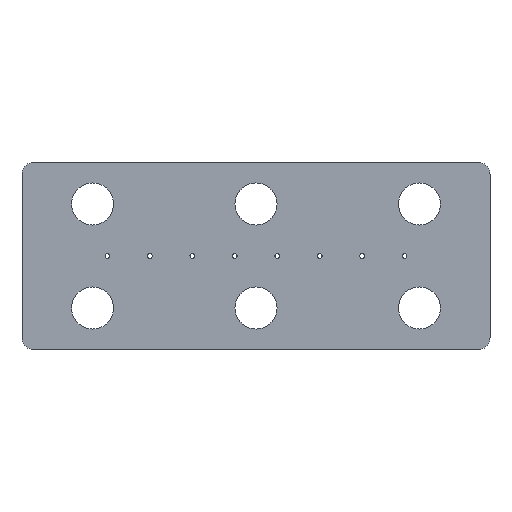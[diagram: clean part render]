
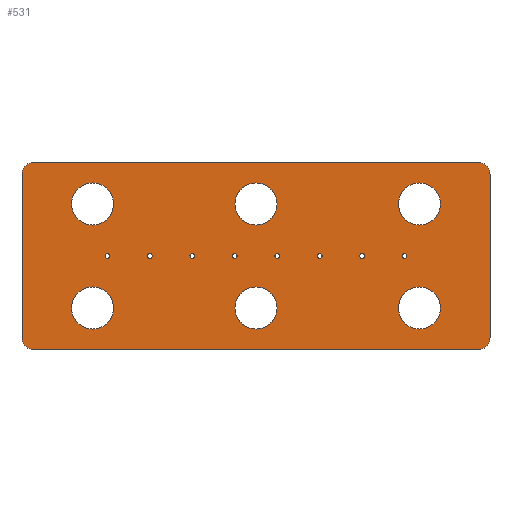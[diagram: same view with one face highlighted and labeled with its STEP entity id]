
A CAD part, top view. The second image highlights one B-rep face of the part: STEP entity #531.
In plain terms, the highlighted planar face has unit normal (0, 0, 1).
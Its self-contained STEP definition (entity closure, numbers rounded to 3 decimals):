
#43=FACE_BOUND('',#124,.T.);
#44=FACE_BOUND('',#125,.T.);
#45=FACE_BOUND('',#126,.T.);
#46=FACE_BOUND('',#127,.T.);
#47=FACE_BOUND('',#128,.T.);
#48=FACE_BOUND('',#129,.T.);
#49=FACE_BOUND('',#130,.T.);
#50=FACE_BOUND('',#131,.T.);
#51=FACE_BOUND('',#132,.T.);
#52=FACE_BOUND('',#133,.T.);
#53=FACE_BOUND('',#134,.T.);
#54=FACE_BOUND('',#135,.T.);
#55=FACE_BOUND('',#136,.T.);
#56=FACE_BOUND('',#137,.T.);
#75=PLANE('',#661);
#99=FACE_OUTER_BOUND('',#123,.T.);
#123=EDGE_LOOP('',(#447,#448,#449,#450,#451,#452,#453,#454));
#124=EDGE_LOOP('',(#455));
#125=EDGE_LOOP('',(#456));
#126=EDGE_LOOP('',(#457));
#127=EDGE_LOOP('',(#458));
#128=EDGE_LOOP('',(#459));
#129=EDGE_LOOP('',(#460));
#130=EDGE_LOOP('',(#461));
#131=EDGE_LOOP('',(#462));
#132=EDGE_LOOP('',(#463));
#133=EDGE_LOOP('',(#464));
#134=EDGE_LOOP('',(#465));
#135=EDGE_LOOP('',(#466));
#136=EDGE_LOOP('',(#467));
#137=EDGE_LOOP('',(#468));
#170=LINE('',#952,#200);
#174=LINE('',#964,#204);
#178=LINE('',#976,#208);
#182=LINE('',#986,#212);
#200=VECTOR('',#788,10.);
#204=VECTOR('',#800,10.);
#208=VECTOR('',#812,10.);
#212=VECTOR('',#824,10.);
#213=CIRCLE('',#604,0.2);
#215=CIRCLE('',#607,0.2);
#217=CIRCLE('',#610,0.2);
#219=CIRCLE('',#613,0.2);
#221=CIRCLE('',#616,0.2);
#223=CIRCLE('',#619,0.2);
#225=CIRCLE('',#622,0.2);
#227=CIRCLE('',#625,0.2);
#229=CIRCLE('',#628,1.8);
#231=CIRCLE('',#631,1.8);
#233=CIRCLE('',#634,1.8);
#235=CIRCLE('',#637,1.8);
#237=CIRCLE('',#640,1.8);
#239=CIRCLE('',#643,1.8);
#242=CIRCLE('',#647,1.);
#244=CIRCLE('',#651,1.);
#246=CIRCLE('',#655,1.);
#248=CIRCLE('',#659,1.);
#249=VERTEX_POINT('',#856);
#251=VERTEX_POINT('',#862);
#253=VERTEX_POINT('',#868);
#255=VERTEX_POINT('',#874);
#257=VERTEX_POINT('',#880);
#259=VERTEX_POINT('',#886);
#261=VERTEX_POINT('',#892);
#263=VERTEX_POINT('',#898);
#265=VERTEX_POINT('',#904);
#267=VERTEX_POINT('',#910);
#269=VERTEX_POINT('',#916);
#271=VERTEX_POINT('',#922);
#273=VERTEX_POINT('',#928);
#275=VERTEX_POINT('',#934);
#279=VERTEX_POINT('',#943);
#280=VERTEX_POINT('',#945);
#282=VERTEX_POINT('',#951);
#284=VERTEX_POINT('',#957);
#286=VERTEX_POINT('',#963);
#288=VERTEX_POINT('',#969);
#290=VERTEX_POINT('',#975);
#292=VERTEX_POINT('',#981);
#293=EDGE_CURVE('',#249,#249,#213,.T.);
#296=EDGE_CURVE('',#251,#251,#215,.T.);
#299=EDGE_CURVE('',#253,#253,#217,.T.);
#302=EDGE_CURVE('',#255,#255,#219,.T.);
#305=EDGE_CURVE('',#257,#257,#221,.T.);
#308=EDGE_CURVE('',#259,#259,#223,.T.);
#311=EDGE_CURVE('',#261,#261,#225,.T.);
#314=EDGE_CURVE('',#263,#263,#227,.T.);
#317=EDGE_CURVE('',#265,#265,#229,.T.);
#320=EDGE_CURVE('',#267,#267,#231,.T.);
#323=EDGE_CURVE('',#269,#269,#233,.T.);
#326=EDGE_CURVE('',#271,#271,#235,.T.);
#329=EDGE_CURVE('',#273,#273,#237,.T.);
#332=EDGE_CURVE('',#275,#275,#239,.T.);
#337=EDGE_CURVE('',#280,#279,#242,.T.);
#340=EDGE_CURVE('',#282,#280,#170,.T.);
#343=EDGE_CURVE('',#284,#282,#244,.T.);
#346=EDGE_CURVE('',#286,#284,#174,.T.);
#349=EDGE_CURVE('',#288,#286,#246,.T.);
#352=EDGE_CURVE('',#290,#288,#178,.T.);
#355=EDGE_CURVE('',#292,#290,#248,.T.);
#358=EDGE_CURVE('',#279,#292,#182,.T.);
#447=ORIENTED_EDGE('',*,*,#358,.T.);
#448=ORIENTED_EDGE('',*,*,#355,.T.);
#449=ORIENTED_EDGE('',*,*,#352,.T.);
#450=ORIENTED_EDGE('',*,*,#349,.T.);
#451=ORIENTED_EDGE('',*,*,#346,.T.);
#452=ORIENTED_EDGE('',*,*,#343,.T.);
#453=ORIENTED_EDGE('',*,*,#340,.T.);
#454=ORIENTED_EDGE('',*,*,#337,.T.);
#455=ORIENTED_EDGE('',*,*,#293,.T.);
#456=ORIENTED_EDGE('',*,*,#296,.T.);
#457=ORIENTED_EDGE('',*,*,#299,.T.);
#458=ORIENTED_EDGE('',*,*,#302,.T.);
#459=ORIENTED_EDGE('',*,*,#305,.T.);
#460=ORIENTED_EDGE('',*,*,#308,.T.);
#461=ORIENTED_EDGE('',*,*,#311,.T.);
#462=ORIENTED_EDGE('',*,*,#314,.T.);
#463=ORIENTED_EDGE('',*,*,#317,.T.);
#464=ORIENTED_EDGE('',*,*,#320,.T.);
#465=ORIENTED_EDGE('',*,*,#323,.T.);
#466=ORIENTED_EDGE('',*,*,#326,.T.);
#467=ORIENTED_EDGE('',*,*,#329,.T.);
#468=ORIENTED_EDGE('',*,*,#332,.T.);
#531=ADVANCED_FACE('',(#99,#43,#44,#45,#46,#47,#48,#49,#50,#51,#52,#53,
#54,#55,#56),#75,.T.);
#604=AXIS2_PLACEMENT_3D('',#857,#681,#682);
#607=AXIS2_PLACEMENT_3D('',#863,#688,#689);
#610=AXIS2_PLACEMENT_3D('',#869,#695,#696);
#613=AXIS2_PLACEMENT_3D('',#875,#702,#703);
#616=AXIS2_PLACEMENT_3D('',#881,#709,#710);
#619=AXIS2_PLACEMENT_3D('',#887,#716,#717);
#622=AXIS2_PLACEMENT_3D('',#893,#723,#724);
#625=AXIS2_PLACEMENT_3D('',#899,#730,#731);
#628=AXIS2_PLACEMENT_3D('',#905,#737,#738);
#631=AXIS2_PLACEMENT_3D('',#911,#744,#745);
#634=AXIS2_PLACEMENT_3D('',#917,#751,#752);
#637=AXIS2_PLACEMENT_3D('',#923,#758,#759);
#640=AXIS2_PLACEMENT_3D('',#929,#765,#766);
#643=AXIS2_PLACEMENT_3D('',#935,#772,#773);
#647=AXIS2_PLACEMENT_3D('',#946,#782,#783);
#651=AXIS2_PLACEMENT_3D('',#958,#794,#795);
#655=AXIS2_PLACEMENT_3D('',#970,#806,#807);
#659=AXIS2_PLACEMENT_3D('',#982,#818,#819);
#661=AXIS2_PLACEMENT_3D('',#987,#825,#826);
#681=DIRECTION('center_axis',(0.,0.,-1.));
#682=DIRECTION('ref_axis',(1.,0.,0.));
#688=DIRECTION('center_axis',(0.,0.,-1.));
#689=DIRECTION('ref_axis',(1.,0.,0.));
#695=DIRECTION('center_axis',(0.,0.,-1.));
#696=DIRECTION('ref_axis',(1.,0.,0.));
#702=DIRECTION('center_axis',(0.,0.,-1.));
#703=DIRECTION('ref_axis',(1.,0.,0.));
#709=DIRECTION('center_axis',(0.,0.,-1.));
#710=DIRECTION('ref_axis',(1.,0.,0.));
#716=DIRECTION('center_axis',(0.,0.,-1.));
#717=DIRECTION('ref_axis',(1.,0.,0.));
#723=DIRECTION('center_axis',(0.,0.,-1.));
#724=DIRECTION('ref_axis',(1.,0.,0.));
#730=DIRECTION('center_axis',(0.,0.,-1.));
#731=DIRECTION('ref_axis',(1.,0.,0.));
#737=DIRECTION('center_axis',(0.,0.,-1.));
#738=DIRECTION('ref_axis',(1.,0.,0.));
#744=DIRECTION('center_axis',(0.,0.,-1.));
#745=DIRECTION('ref_axis',(1.,0.,0.));
#751=DIRECTION('center_axis',(0.,0.,-1.));
#752=DIRECTION('ref_axis',(1.,0.,0.));
#758=DIRECTION('center_axis',(0.,0.,-1.));
#759=DIRECTION('ref_axis',(1.,0.,0.));
#765=DIRECTION('center_axis',(0.,0.,-1.));
#766=DIRECTION('ref_axis',(1.,0.,0.));
#772=DIRECTION('center_axis',(0.,0.,-1.));
#773=DIRECTION('ref_axis',(1.,0.,0.));
#782=DIRECTION('center_axis',(0.,0.,1.));
#783=DIRECTION('ref_axis',(0.,-1.,0.));
#788=DIRECTION('',(1.,0.,0.));
#794=DIRECTION('center_axis',(0.,0.,1.));
#795=DIRECTION('ref_axis',(-1.,0.,0.));
#800=DIRECTION('',(0.,-1.,0.));
#806=DIRECTION('center_axis',(0.,0.,1.));
#807=DIRECTION('ref_axis',(0.,1.,0.));
#812=DIRECTION('',(-1.,0.,0.));
#818=DIRECTION('center_axis',(0.,0.,1.));
#819=DIRECTION('ref_axis',(1.,0.,0.));
#824=DIRECTION('',(0.,1.,0.));
#825=DIRECTION('center_axis',(0.,0.,1.));
#826=DIRECTION('ref_axis',(1.,0.,0.));
#856=CARTESIAN_POINT('',(-12.9,0.,1.5));
#857=CARTESIAN_POINT('Origin',(-12.7,0.,1.5));
#862=CARTESIAN_POINT('',(-9.271,0.,1.5));
#863=CARTESIAN_POINT('Origin',(-9.071,0.,1.5));
#868=CARTESIAN_POINT('',(-5.642,0.,1.5));
#869=CARTESIAN_POINT('Origin',(-5.442,0.,1.5));
#874=CARTESIAN_POINT('',(-2.013,0.,1.5));
#875=CARTESIAN_POINT('Origin',(-1.813,0.,1.5));
#880=CARTESIAN_POINT('',(1.616,0.,1.5));
#881=CARTESIAN_POINT('Origin',(1.816,0.,1.5));
#886=CARTESIAN_POINT('',(5.245,0.,1.5));
#887=CARTESIAN_POINT('Origin',(5.445,0.,1.5));
#892=CARTESIAN_POINT('',(8.874,0.,1.5));
#893=CARTESIAN_POINT('Origin',(9.074,0.,1.5));
#898=CARTESIAN_POINT('',(12.503,0.,1.5));
#899=CARTESIAN_POINT('Origin',(12.703,0.,1.5));
#904=CARTESIAN_POINT('',(-1.8,-4.445,1.5));
#905=CARTESIAN_POINT('Origin',(0.,-4.445,1.5));
#910=CARTESIAN_POINT('',(12.17,-4.445,1.5));
#911=CARTESIAN_POINT('Origin',(13.97,-4.445,1.5));
#916=CARTESIAN_POINT('',(-15.77,-4.445,1.5));
#917=CARTESIAN_POINT('Origin',(-13.97,-4.445,1.5));
#922=CARTESIAN_POINT('',(12.17,4.445,1.5));
#923=CARTESIAN_POINT('Origin',(13.97,4.445,1.5));
#928=CARTESIAN_POINT('',(-1.8,4.445,1.5));
#929=CARTESIAN_POINT('Origin',(0.,4.445,1.5));
#934=CARTESIAN_POINT('',(-15.77,4.445,1.5));
#935=CARTESIAN_POINT('Origin',(-13.97,4.445,1.5));
#943=CARTESIAN_POINT('',(20.,-7.,1.5));
#945=CARTESIAN_POINT('',(19.,-8.,1.5));
#946=CARTESIAN_POINT('Origin',(19.,-7.,1.5));
#951=CARTESIAN_POINT('',(-19.,-8.,1.5));
#952=CARTESIAN_POINT('',(-19.,-8.,1.5));
#957=CARTESIAN_POINT('',(-20.,-7.,1.5));
#958=CARTESIAN_POINT('Origin',(-19.,-7.,1.5));
#963=CARTESIAN_POINT('',(-20.,7.,1.5));
#964=CARTESIAN_POINT('',(-20.,7.,1.5));
#969=CARTESIAN_POINT('',(-19.,8.,1.5));
#970=CARTESIAN_POINT('Origin',(-19.,7.,1.5));
#975=CARTESIAN_POINT('',(19.,8.,1.5));
#976=CARTESIAN_POINT('',(19.,8.,1.5));
#981=CARTESIAN_POINT('',(20.,7.,1.5));
#982=CARTESIAN_POINT('Origin',(19.,7.,1.5));
#986=CARTESIAN_POINT('',(20.,-7.,1.5));
#987=CARTESIAN_POINT('Origin',(0.,0.,1.5));
